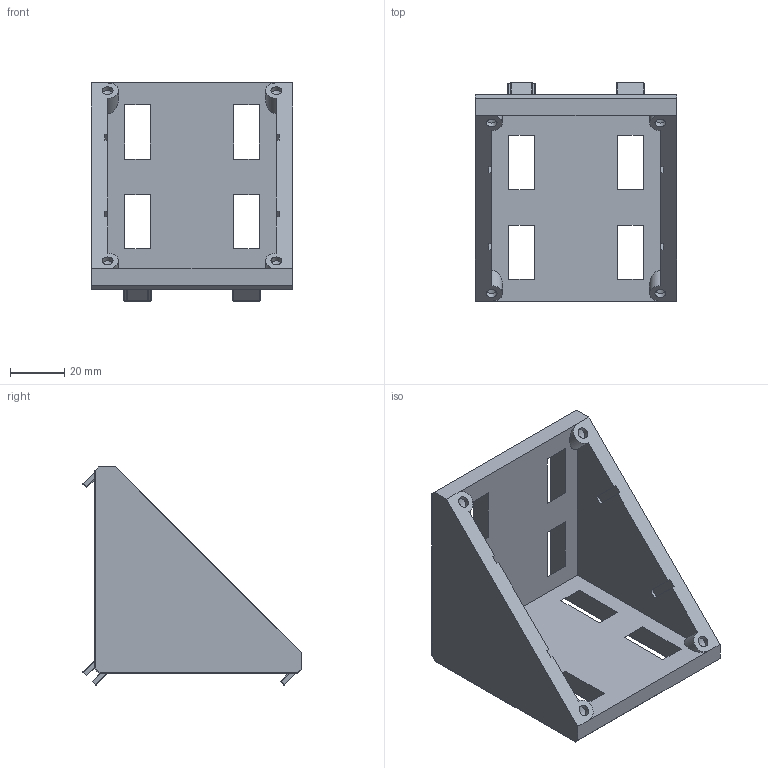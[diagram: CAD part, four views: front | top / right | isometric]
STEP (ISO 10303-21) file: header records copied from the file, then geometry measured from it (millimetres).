
FILE_DESCRIPTION((''),'2;1');
FILE_NAME('AR3801.stp','2018-05-24T14:20:25',('Envy'),(''),'Autodesk Inventor 2013','Autodesk Inventor 2013','');
FILE_SCHEMA(('AUTOMOTIVE_DESIGN { 1 0 10303 214 1 1 1 1 }'));
Length unit declared in the file: millimetre
Products named in the file (1): AR3801
Bounding box: 74 x 80.16 x 80.16 mm (x, y, z)
Volume: 81607.9 mm3; surface area: 39179.8 mm2
Topology: 1 solids, 1 shells, 378 faces, 934 edges, 570 vertices
Faces by surface type: cylinder 167, plane 167, sphere 40, cone 4
Full cylindrical faces by diameter (mm): 4 x4
Entity records: 11045 total; most frequent: DIRECTION 2000, CARTESIAN_POINT 1867, ORIENTED_EDGE 1844, EDGE_CURVE 922, AXIS2_PLACEMENT_3D 699, VECTOR 602, LINE 602, VERTEX_POINT 566
